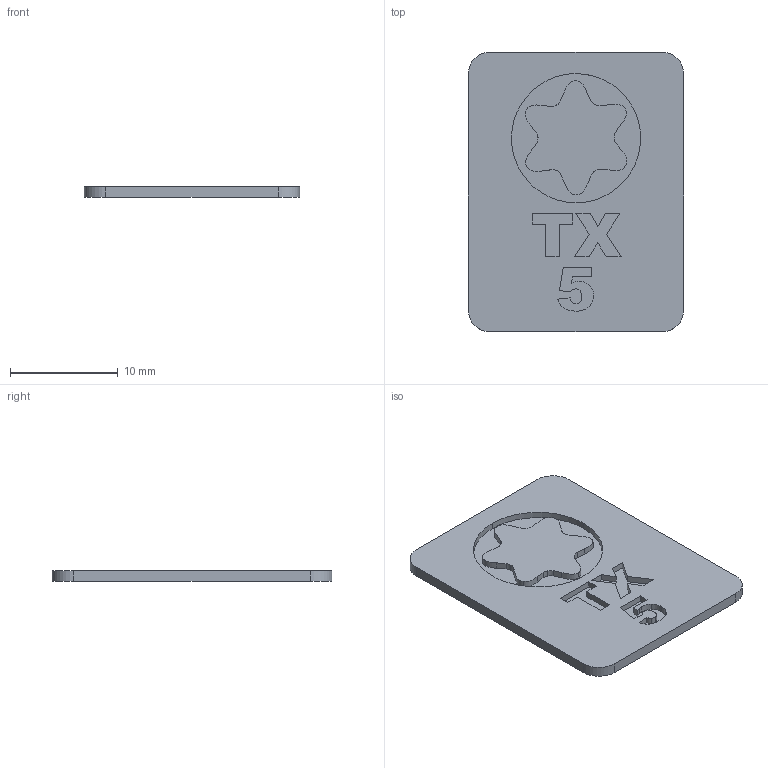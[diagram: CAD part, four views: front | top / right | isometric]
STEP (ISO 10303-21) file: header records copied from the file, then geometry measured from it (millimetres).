
FILE_DESCRIPTION(/* description */ (''),/* implementation_level */ '2;1');
FILE_NAME(/* name */ 'TX 5 body.step',/* time_stamp */ '2023-03-31T17:57:06+02:00',/* author */ (''),/* organization */ (''),/* preprocessor_version */ 'ST-DEVELOPER v19.2',/* originating_system */ 'Autodesk Translation Framework v11.17.0.187',/* authorisation */ '');
FILE_SCHEMA (('AUTOMOTIVE_DESIGN { 1 0 10303 214 3 1 1 }'));
Length unit declared in the file: millimetre
Products named in the file (1): TX 5 body
Bounding box: 20 x 26 x 1 mm (x, y, z)
Volume: 469.8 mm3; surface area: 1200.5 mm2
Topology: 1 solids, 1 shells, 107 faces, 300 edges, 200 vertices
Faces by surface type: bspline 59, plane 44, cylinder 4
Entity records: 3725 total; most frequent: CARTESIAN_POINT 1451, ORIENTED_EDGE 600, EDGE_CURVE 300, DIRECTION 288, VERTEX_POINT 200, LINE 174, VECTOR 174, EDGE_LOOP 112
